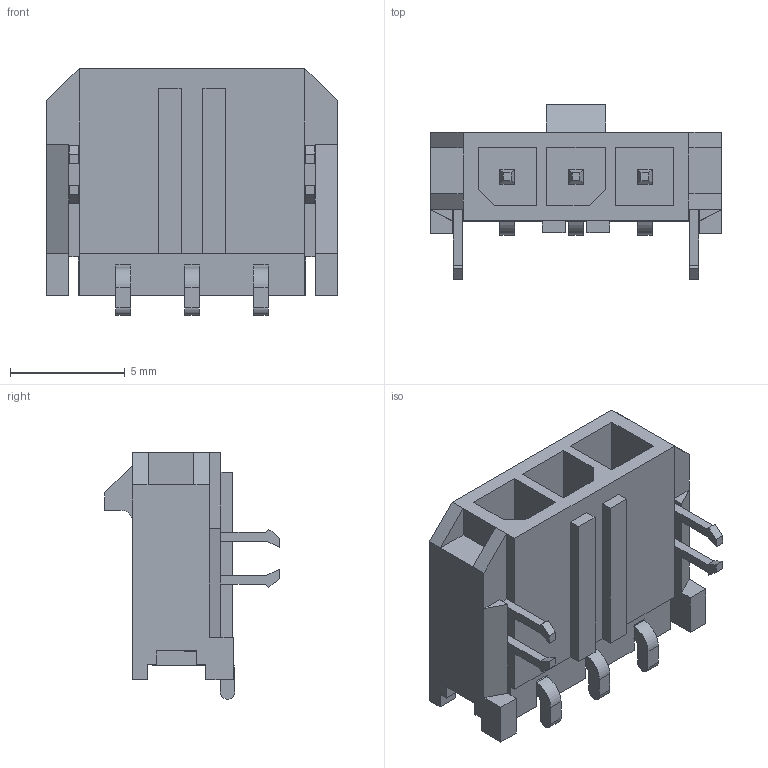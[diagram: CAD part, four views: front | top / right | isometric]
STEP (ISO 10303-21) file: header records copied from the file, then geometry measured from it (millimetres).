
FILE_DESCRIPTION((''),'2;1');
FILE_NAME('436500309','2015-11-16T',('gga'),(''),'PRO/ENGINEER BY PARAMETRIC TECHNOLOGY CORPORATION, 2011490','PRO/ENGINEER BY PARAMETRIC TECHNOLOGY CORPORATION, 2011490','');
FILE_SCHEMA(('CONFIG_CONTROL_DESIGN'));
Length unit declared in the file: millimetre
Products named in the file (1): 436500309
Bounding box: 12.65 x 7.61 x 10.74 mm (x, y, z)
Volume: 319.2 mm3; surface area: 781.2 mm2
Topology: 2 solids, 2 shells, 253 faces, 706 edges, 456 vertices
Faces by surface type: plane 243, cylinder 10
Entity records: 7950 total; most frequent: CARTESIAN_POINT 1400, ORIENTED_EDGE 1380, DIRECTION 1250, EDGE_CURVE 690, VECTOR 670, LINE 670, VERTEX_POINT 440, AXIS2_PLACEMENT_3D 290
